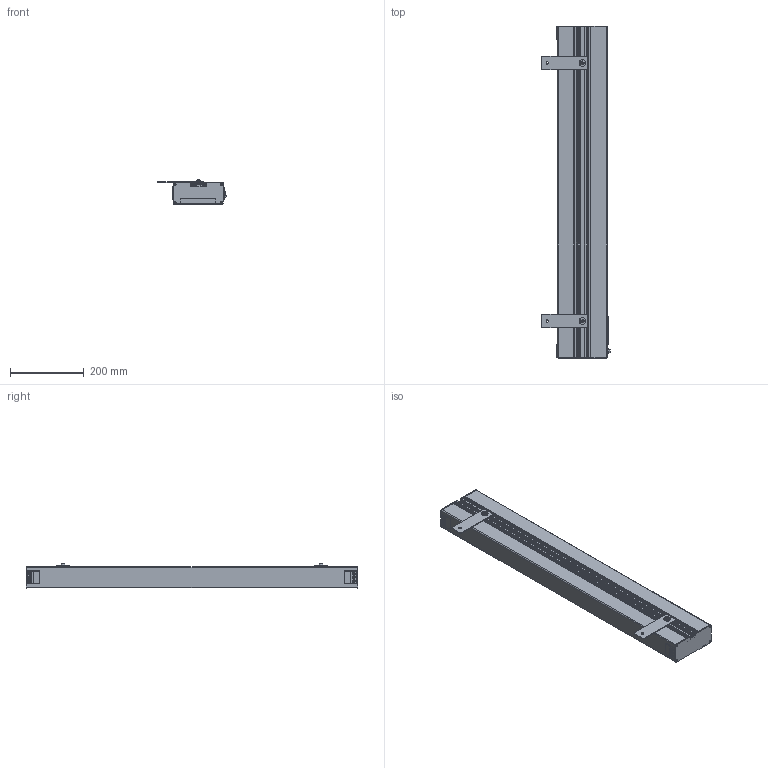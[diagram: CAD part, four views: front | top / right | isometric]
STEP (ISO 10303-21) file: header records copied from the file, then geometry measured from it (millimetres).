
FILE_DESCRIPTION(/* description */ (''),/* implementation_level */ '2;1');
FILE_NAME(/* name */ 'APL-I A 900 basic-line sense remote DIM_Dummy_BG.step',/* time_stamp */ '2023-01-26T12:09:38+01:00',/* author */ (''),/* organization */ (''),/* preprocessor_version */ 'ST-DEVELOPER v19.2',/* originating_system */ 'Autodesk Translation Framework v11.17.0.187',/* authorisation */ '');
FILE_SCHEMA (('AUTOMOTIVE_DESIGN { 1 0 10303 214 3 1 1 }'));
Products named in the file (33): APL-I A 900 basic-line sense remote DIM; Bauteil_78288631; Bauteil_254862; Bauteil_254862 (1); Bauteil_98799; Bauteil_98799 (3); Bauteil_98799 (1); Bauteil_98799 (2); Nutenstein; Nutenstein (1); Halteblech (1); Schraube (1); U-Scheibe (1); Halteblech; Schraube; U-Scheibe; Komponente15; Bauteil_13210 (1); Bauteil_13210 (2); Bauteil_13210; Komponente17; Bauteil_13210 (3); Bauteil_13210 (4); Bauteil_13210 (5); Bauteil_13210 (6); Komponente19; Bauteil_13210 (7); Komponente27; Leuchtenlogo Gel 79x29x2 v1; Leuchtenlogo Gel 79x29x2; Multisensor v2; Gehäuse Multisensor; Shutter
Assembly tree (32 placements, depth 3):
  APL-I A 900 basic-line sense remote DIM
    Bauteil_78288631
    Bauteil_254862
    Bauteil_254862 (1)
    Bauteil_98799
    Bauteil_98799 (3)
    Bauteil_98799 (1)
    Bauteil_98799 (2)
    Nutenstein
    Nutenstein (1)
    Halteblech (1)
    Schraube (1)
    U-Scheibe (1)
    Halteblech
    Schraube
    U-Scheibe
    Komponente15
    Bauteil_13210 (1)
    Bauteil_13210 (2)
    Bauteil_13210
    Komponente17
    Bauteil_13210 (3)
    Bauteil_13210 (4)
    Bauteil_13210 (5)
    Bauteil_13210 (6)
    Komponente19
    Bauteil_13210 (7)
    Komponente27
    Leuchtenlogo Gel 79x29x2 v1
      Leuchtenlogo Gel 79x29x2
    Multisensor v2
      Gehäuse Multisensor
      Shutter
Bounding box: 185.6 x 899 x 65.6 mm (x, y, z)
Volume: 5677745.7 mm3; surface area: 726629.3 mm2
Topology: 9 solids, 10 shells, 876 faces, 2189 edges, 1413 vertices
Faces by surface type: plane 493, cylinder 175, bspline 104, cone 44, torus 32, sphere 28
Full cylindrical faces by diameter (mm): 2 x6, 3.2 x8, 5.5 x8, 6 x4, 6.5 x6, 7.6 x6, 9.6 x3, 14 x1, 16 x1, 18 x2, 21 x1, 25 x1
Entity records: 48172 total; most frequent: CARTESIAN_POINT 26651, ORIENTED_EDGE 4318, DIRECTION 4170, EDGE_CURVE 2159, AXIS2_PLACEMENT_3D 1424, VERTEX_POINT 1413, LINE 1322, VECTOR 1322
